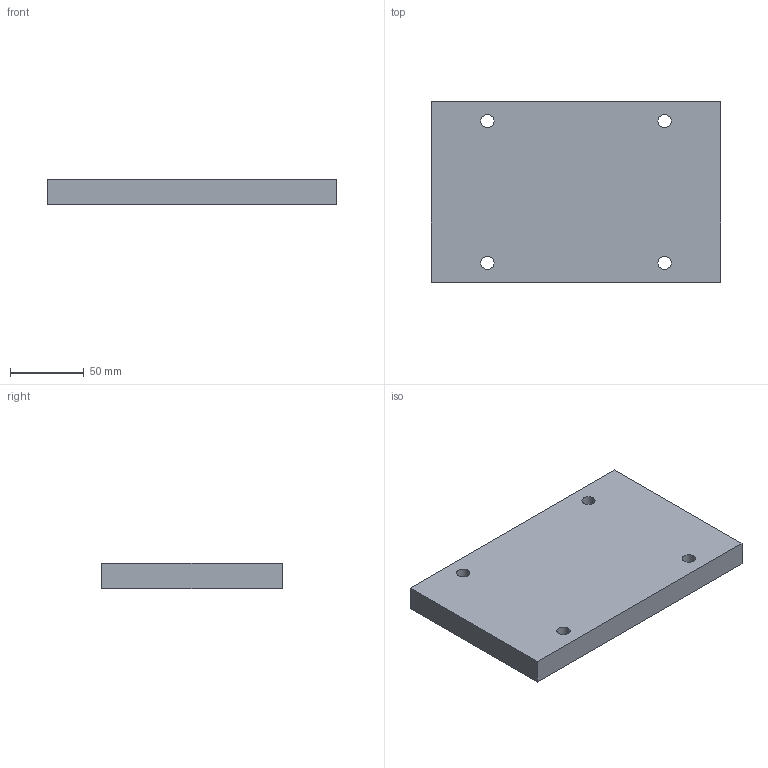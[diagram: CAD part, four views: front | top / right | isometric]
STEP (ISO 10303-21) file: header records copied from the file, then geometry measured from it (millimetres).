
FILE_DESCRIPTION(('STEP AP214'),'1');
FILE_NAME('Contre_plaque.stp','2016-05-12T08:00:29',(' '),(' '),'Spatial InterOp 3D',' ',' ');
FILE_SCHEMA(('automotive_design'));
Length unit declared in the file: millimetre
Products named in the file (1): Contre plaque d'_jection
Bounding box: 196 x 122 x 17 mm (x, y, z)
Volume: 397419.1 mm3; surface area: 61370.2 mm2
Topology: 1 solids, 1 shells, 30 faces, 68 edges, 44 vertices
Faces by surface type: cylinder 16, plane 10, cone 4
Full cylindrical faces by diameter (mm): 4.2 x8, 9 x4, 15 x4
Entity records: 1084 total; most frequent: CARTESIAN_POINT 243, DIRECTION 122, ORIENTED_EDGE 80, EDGE_LOOP 62, AXIS2_PLACEMENT_3D 55, FACE_OUTER_BOUND 46, VERTEX_POINT 40, EDGE_CURVE 40
